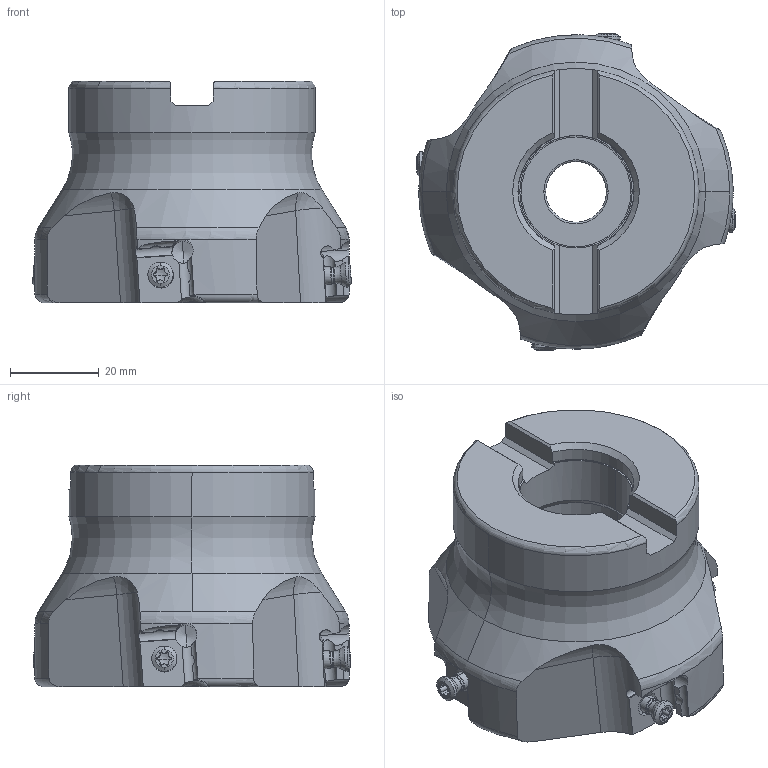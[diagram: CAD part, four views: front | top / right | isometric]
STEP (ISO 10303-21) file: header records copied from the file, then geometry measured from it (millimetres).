
FILE_DESCRIPTION(/* description */ (''),/* implementation_level */ '2;1');
FILE_NAME(/* name */ 'VOX400UR0304C.stp',/* time_stamp */ '2019-03-26T13:44:53+09:00',/* author */ (''),/* organization */ (''),/* preprocessor_version */ 'ST-DEVELOPER v16',/* originating_system */ 'SIEMENS PLM Software NX 10.0',/* authorisation */ '');
FILE_SCHEMA (('AUTOMOTIVE_DESIGN { 1 0 10303 214 3 1 1 1 }'));
Length unit declared in the file: millimetre
Products named in the file (1): VOX400UR0304C_ASM
Bounding box: 71.94 x 71.65 x 50.1 mm (x, y, z)
Volume: 115274.7 mm3; surface area: 20672.5 mm2
Topology: 5 solids, 5 shells, 361 faces, 1052 edges, 678 vertices
Faces by surface type: cylinder 152, plane 77, cone 76, torus 40, sphere 16
Entity records: 15228 total; most frequent: CARTESIAN_POINT 5774, ORIENTED_EDGE 2040, DIRECTION 1936, EDGE_CURVE 1020, AXIS2_PLACEMENT_3D 804, VERTEX_POINT 678, CIRCLE 402, EDGE_LOOP 372
